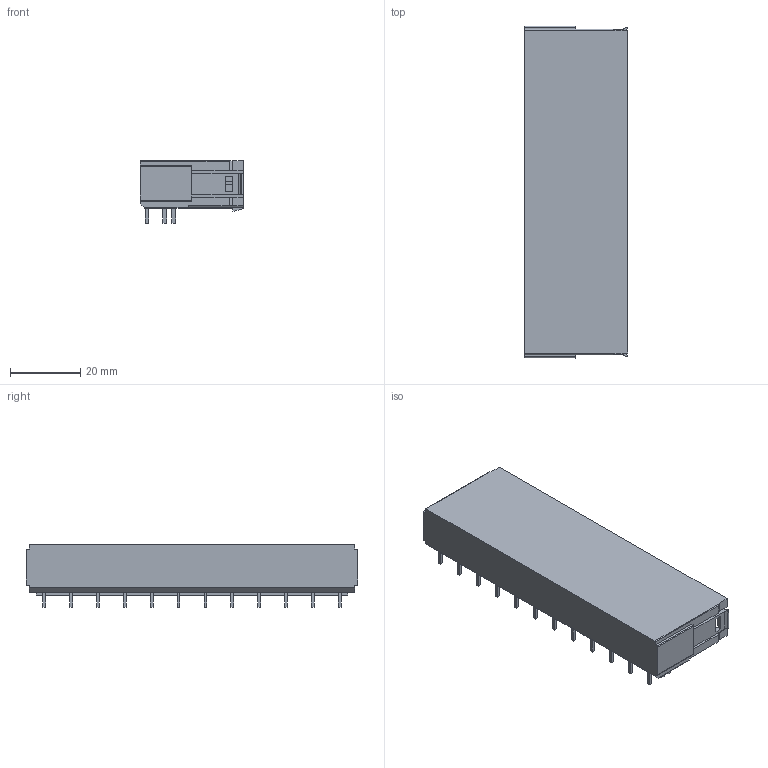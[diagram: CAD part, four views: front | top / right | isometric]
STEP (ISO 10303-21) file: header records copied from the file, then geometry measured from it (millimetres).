
FILE_DESCRIPTION((''),'2;1');
FILE_NAME('TLPHC-501RL','2024-09-12T11:05:09',('sheji'),(''),'CREO PARAMETRIC BY PTC INC, 2018100','CREO PARAMETRIC BY PTC INC, 2018100','');
FILE_SCHEMA(('CONFIG_CONTROL_DESIGN'));
Length unit declared in the file: millimetre
Products named in the file (1): TLPHC-501RL
Bounding box: 29.25 x 94.24 x 17.74 mm (x, y, z)
Volume: 23077.4 mm3; surface area: 19249.6 mm2
Topology: 1 solids, 1 shells, 983 faces, 2745 edges, 1822 vertices
Faces by surface type: plane 756, cylinder 227
Entity records: 31366 total; most frequent: CARTESIAN_POINT 5593, ORIENTED_EDGE 5490, DIRECTION 5149, EDGE_CURVE 2745, VECTOR 2291, LINE 2291, VERTEX_POINT 1822, AXIS2_PLACEMENT_3D 1429
